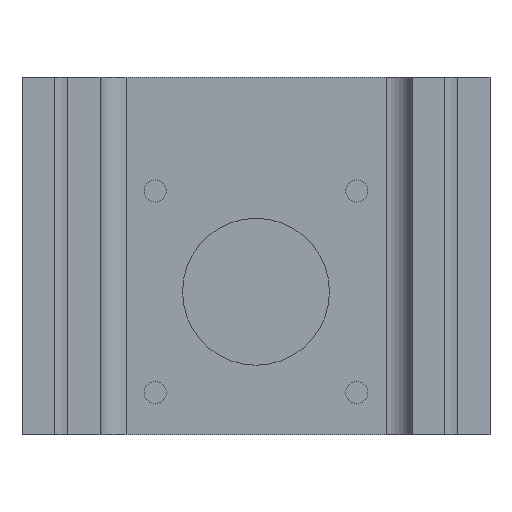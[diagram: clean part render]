
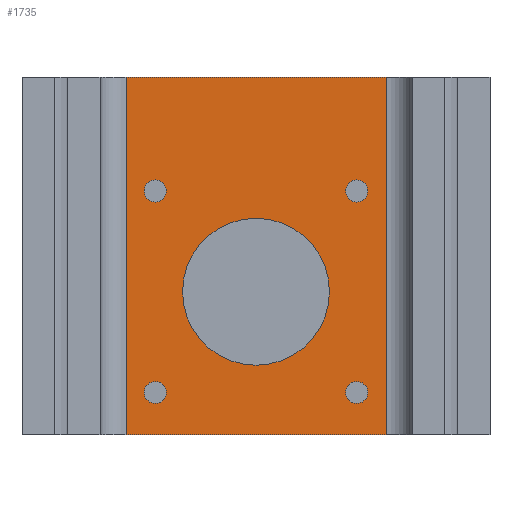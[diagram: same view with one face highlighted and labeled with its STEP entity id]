
A CAD part, front view. The second image highlights one B-rep face of the part: STEP entity #1735.
In plain terms, the highlighted planar face has unit normal (0, -1, 0).
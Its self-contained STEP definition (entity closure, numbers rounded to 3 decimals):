
#486 = VERTEX_POINT('',#487);
#487 = CARTESIAN_POINT('',(-20.,5.,55.));
#494 = EDGE_CURVE('',#495,#486,#497,.T.);
#495 = VERTEX_POINT('',#496);
#496 = CARTESIAN_POINT('',(20.,5.,55.));
#497 = LINE('',#498,#499);
#498 = CARTESIAN_POINT('',(-10.,5.,55.));
#499 = VECTOR('',#500,1.);
#500 = DIRECTION('',(-1.,0.,0.));
#872 = VERTEX_POINT('',#873);
#873 = CARTESIAN_POINT('',(20.,5.,0.));
#880 = EDGE_CURVE('',#881,#872,#883,.T.);
#881 = VERTEX_POINT('',#882);
#882 = CARTESIAN_POINT('',(-20.,5.,0.));
#883 = LINE('',#884,#885);
#884 = CARTESIAN_POINT('',(-10.,5.,0.));
#885 = VECTOR('',#886,1.);
#886 = DIRECTION('',(1.,0.,0.));
#1725 = EDGE_CURVE('',#872,#495,#1726,.T.);
#1726 = LINE('',#1727,#1728);
#1727 = CARTESIAN_POINT('',(20.,5.,-0.5));
#1728 = VECTOR('',#1729,1.);
#1729 = DIRECTION('',(0.,0.,1.));
#1735 = ADVANCED_FACE('',(#1736,#1747,#1758,#1769,#1780,#1791),#1802,.F.
  );
#1736 = FACE_BOUND('',#1737,.F.);
#1737 = EDGE_LOOP('',(#1738,#1739,#1745,#1746));
#1738 = ORIENTED_EDGE('',*,*,#880,.F.);
#1739 = ORIENTED_EDGE('',*,*,#1740,.T.);
#1740 = EDGE_CURVE('',#881,#486,#1741,.T.);
#1741 = LINE('',#1742,#1743);
#1742 = CARTESIAN_POINT('',(-20.,5.,-0.5));
#1743 = VECTOR('',#1744,1.);
#1744 = DIRECTION('',(0.,0.,1.));
#1745 = ORIENTED_EDGE('',*,*,#494,.F.);
#1746 = ORIENTED_EDGE('',*,*,#1725,.F.);
#1747 = FACE_BOUND('',#1748,.F.);
#1748 = EDGE_LOOP('',(#1749));
#1749 = ORIENTED_EDGE('',*,*,#1750,.F.);
#1750 = EDGE_CURVE('',#1751,#1751,#1753,.T.);
#1751 = VERTEX_POINT('',#1752);
#1752 = CARTESIAN_POINT('',(-13.8,5.,6.5));
#1753 = CIRCLE('',#1754,1.7);
#1754 = AXIS2_PLACEMENT_3D('',#1755,#1756,#1757);
#1755 = CARTESIAN_POINT('',(-15.5,5.,6.5));
#1756 = DIRECTION('',(0.,1.,0.));
#1757 = DIRECTION('',(1.,0.,0.));
#1758 = FACE_BOUND('',#1759,.F.);
#1759 = EDGE_LOOP('',(#1760));
#1760 = ORIENTED_EDGE('',*,*,#1761,.F.);
#1761 = EDGE_CURVE('',#1762,#1762,#1764,.T.);
#1762 = VERTEX_POINT('',#1763);
#1763 = CARTESIAN_POINT('',(11.3,5.,22.));
#1764 = CIRCLE('',#1765,11.3);
#1765 = AXIS2_PLACEMENT_3D('',#1766,#1767,#1768);
#1766 = CARTESIAN_POINT('',(0.,5.,22.));
#1767 = DIRECTION('',(0.,1.,0.));
#1768 = DIRECTION('',(1.,0.,0.));
#1769 = FACE_BOUND('',#1770,.F.);
#1770 = EDGE_LOOP('',(#1771));
#1771 = ORIENTED_EDGE('',*,*,#1772,.F.);
#1772 = EDGE_CURVE('',#1773,#1773,#1775,.T.);
#1773 = VERTEX_POINT('',#1774);
#1774 = CARTESIAN_POINT('',(-13.8,5.,37.5));
#1775 = CIRCLE('',#1776,1.7);
#1776 = AXIS2_PLACEMENT_3D('',#1777,#1778,#1779);
#1777 = CARTESIAN_POINT('',(-15.5,5.,37.5));
#1778 = DIRECTION('',(0.,1.,0.));
#1779 = DIRECTION('',(1.,0.,0.));
#1780 = FACE_BOUND('',#1781,.F.);
#1781 = EDGE_LOOP('',(#1782));
#1782 = ORIENTED_EDGE('',*,*,#1783,.F.);
#1783 = EDGE_CURVE('',#1784,#1784,#1786,.T.);
#1784 = VERTEX_POINT('',#1785);
#1785 = CARTESIAN_POINT('',(17.2,5.,6.5));
#1786 = CIRCLE('',#1787,1.7);
#1787 = AXIS2_PLACEMENT_3D('',#1788,#1789,#1790);
#1788 = CARTESIAN_POINT('',(15.5,5.,6.5));
#1789 = DIRECTION('',(0.,1.,0.));
#1790 = DIRECTION('',(1.,0.,0.));
#1791 = FACE_BOUND('',#1792,.F.);
#1792 = EDGE_LOOP('',(#1793));
#1793 = ORIENTED_EDGE('',*,*,#1794,.F.);
#1794 = EDGE_CURVE('',#1795,#1795,#1797,.T.);
#1795 = VERTEX_POINT('',#1796);
#1796 = CARTESIAN_POINT('',(17.2,5.,37.5));
#1797 = CIRCLE('',#1798,1.7);
#1798 = AXIS2_PLACEMENT_3D('',#1799,#1800,#1801);
#1799 = CARTESIAN_POINT('',(15.5,5.,37.5));
#1800 = DIRECTION('',(0.,1.,0.));
#1801 = DIRECTION('',(1.,0.,0.));
#1802 = PLANE('',#1803);
#1803 = AXIS2_PLACEMENT_3D('',#1804,#1805,#1806);
#1804 = CARTESIAN_POINT('',(-20.,5.,-0.5));
#1805 = DIRECTION('',(0.,1.,0.));
#1806 = DIRECTION('',(0.,0.,1.));
